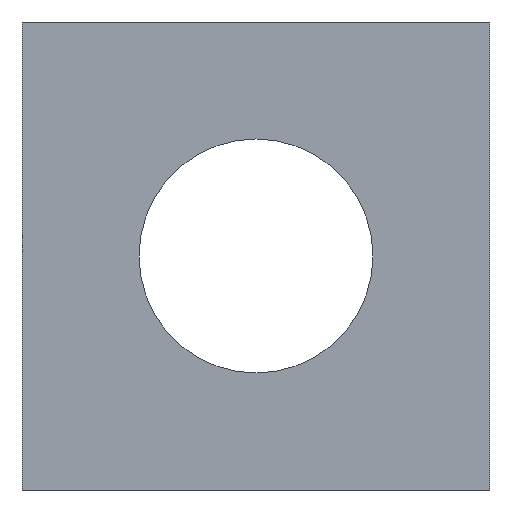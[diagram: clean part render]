
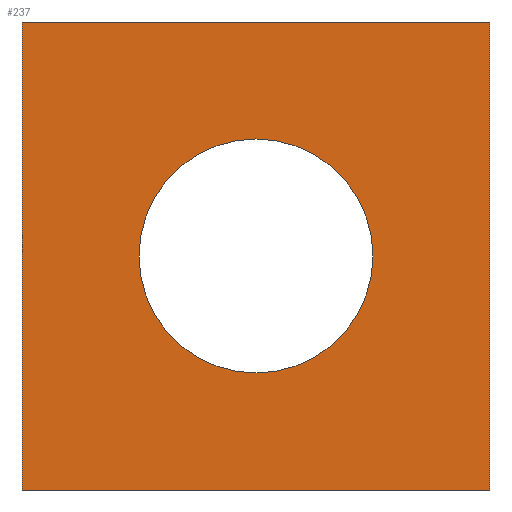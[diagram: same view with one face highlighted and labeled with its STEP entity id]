
A CAD part, left-side view. The second image highlights one B-rep face of the part: STEP entity #237.
In plain terms, the highlighted planar face has unit normal (-1, 0, 0).
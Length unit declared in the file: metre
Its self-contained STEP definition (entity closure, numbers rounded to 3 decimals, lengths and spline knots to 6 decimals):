
#34=LINE('',#372,#58);
#35=LINE('',#375,#59);
#36=LINE('',#377,#60);
#37=LINE('',#379,#61);
#58=VECTOR('',#311,1.);
#59=VECTOR('',#312,1.);
#60=VECTOR('',#313,1.);
#61=VECTOR('',#314,1.);
#98=ORIENTED_EDGE('',*,*,#140,.F.);
#99=ORIENTED_EDGE('',*,*,#141,.T.);
#100=ORIENTED_EDGE('',*,*,#142,.T.);
#101=ORIENTED_EDGE('',*,*,#143,.T.);
#102=ORIENTED_EDGE('',*,*,#144,.T.);
#140=EDGE_CURVE('',#164,#164,#176,.T.);
#141=EDGE_CURVE('',#165,#166,#34,.T.);
#142=EDGE_CURVE('',#166,#167,#35,.T.);
#143=EDGE_CURVE('',#167,#168,#36,.T.);
#144=EDGE_CURVE('',#168,#165,#37,.T.);
#164=VERTEX_POINT('',#370);
#165=VERTEX_POINT('',#373);
#166=VERTEX_POINT('',#374);
#167=VERTEX_POINT('',#376);
#168=VERTEX_POINT('',#378);
#176=CIRCLE('',#266,0.01778);
#188=EDGE_LOOP('',(#98));
#189=EDGE_LOOP('',(#99,#100,#101,#102));
#208=FACE_BOUND('',#188,.T.);
#209=FACE_BOUND('',#189,.T.);
#224=PLANE('',#267);
#237=ADVANCED_FACE('',(#208,#209),#224,.F.);
#266=AXIS2_PLACEMENT_3D('',#369,#307,#308);
#267=AXIS2_PLACEMENT_3D('',#371,#309,#310);
#307=DIRECTION('',(-1.,0.,0.));
#308=DIRECTION('',(0.,0.,-1.));
#309=DIRECTION('',(1.,0.,0.));
#310=DIRECTION('',(0.,0.,-1.));
#311=DIRECTION('',(0.,0.,-1.));
#312=DIRECTION('',(0.,-1.,0.));
#313=DIRECTION('',(0.,0.,1.));
#314=DIRECTION('',(0.,1.,0.));
#369=CARTESIAN_POINT('',(0.324,0.03,-0.0488));
#370=CARTESIAN_POINT('',(0.324,0.03,-0.06658));
#371=CARTESIAN_POINT('',(0.324,0.03,-0.0488));
#372=CARTESIAN_POINT('',(0.324,0.06556,-0.01324));
#373=CARTESIAN_POINT('',(0.324,0.06556,-0.01324));
#374=CARTESIAN_POINT('',(0.324,0.06556,-0.08436));
#375=CARTESIAN_POINT('',(0.324,0.06556,-0.08436));
#376=CARTESIAN_POINT('',(0.324,-0.00556,-0.08436));
#377=CARTESIAN_POINT('',(0.324,-0.00556,-0.08436));
#378=CARTESIAN_POINT('',(0.324,-0.00556,-0.01324));
#379=CARTESIAN_POINT('',(0.324,-0.00556,-0.01324));
